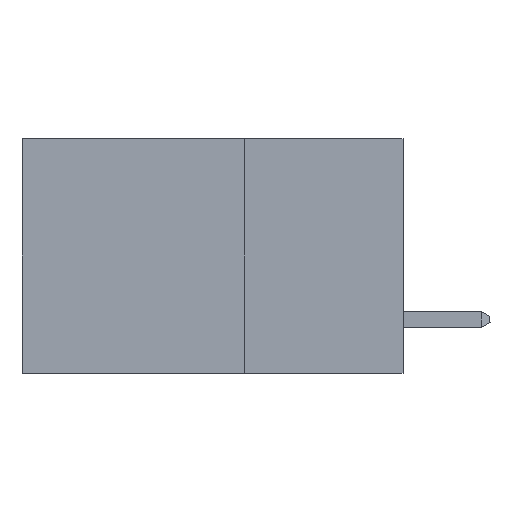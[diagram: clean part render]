
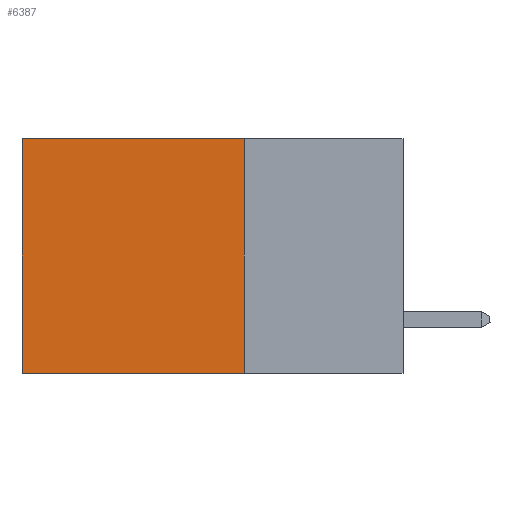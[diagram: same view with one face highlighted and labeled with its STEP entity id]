
A CAD part, left-side view. The second image highlights one B-rep face of the part: STEP entity #6387.
In plain terms, the highlighted planar face has unit normal (-1, 0, 0).
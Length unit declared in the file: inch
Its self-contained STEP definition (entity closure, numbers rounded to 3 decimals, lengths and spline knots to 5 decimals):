
#458 = EDGE_LOOP ( 'NONE', ( #12411, #3968, #4345, #1629 ) ) ;
#678 = EDGE_CURVE ( 'NONE', #2569, #3297, #2381, .T. ) ;
#826 = CARTESIAN_POINT ( 'NONE',  ( 0.2875, 0.25, 0. ) ) ;
#1016 = LINE ( 'NONE', #12339, #3693 ) ;
#1629 = ORIENTED_EDGE ( 'NONE', *, *, #5071, .T. ) ;
#2381 = LINE ( 'NONE', #6451, #9987 ) ;
#2569 = VERTEX_POINT ( 'NONE', #4557 ) ;
#2643 = EDGE_CURVE ( 'NONE', #4598, #3297, #10894, .T. ) ;
#3245 = VERTEX_POINT ( 'NONE', #11669 ) ;
#3297 = VERTEX_POINT ( 'NONE', #8437 ) ;
#3693 = VECTOR ( 'NONE', #4683, 39.37008 ) ;
#3968 = ORIENTED_EDGE ( 'NONE', *, *, #2643, .F. ) ;
#4345 = ORIENTED_EDGE ( 'NONE', *, *, #7840, .F. ) ;
#4557 = CARTESIAN_POINT ( 'NONE',  ( 0.2875, 0.6, 0. ) ) ;
#4598 = VERTEX_POINT ( 'NONE', #5806 ) ;
#4683 = DIRECTION ( 'NONE',  ( 0., 1., 0. ) ) ;
#5019 = VECTOR ( 'NONE', #5735, 39.37008 ) ;
#5071 = EDGE_CURVE ( 'NONE', #3245, #2569, #1016, .T. ) ;
#5543 = PLANE ( 'NONE',  #12127 ) ;
#5735 = DIRECTION ( 'NONE',  ( 0., 1., 0. ) ) ;
#5806 = CARTESIAN_POINT ( 'NONE',  ( 0.2875, 0.25, -0.37 ) ) ;
#6104 = CARTESIAN_POINT ( 'NONE',  ( 0.2875, 0.25, -0.37 ) ) ;
#6148 = DIRECTION ( 'NONE',  ( 0., 0., -1. ) ) ;
#6387 = ADVANCED_FACE ( 'NONE', ( #12456 ), #5543, .F. ) ;
#6451 = CARTESIAN_POINT ( 'NONE',  ( 0.2875, 0.6, 0. ) ) ;
#6753 = DIRECTION ( 'NONE',  ( 1., 0., 0. ) ) ;
#7513 = LINE ( 'NONE', #826, #12100 ) ;
#7840 = EDGE_CURVE ( 'NONE', #3245, #4598, #7513, .T. ) ;
#8437 = CARTESIAN_POINT ( 'NONE',  ( 0.2875, 0.6, -0.37 ) ) ;
#9987 = VECTOR ( 'NONE', #6148, 39.37008 ) ;
#10894 = LINE ( 'NONE', #6104, #5019 ) ;
#11669 = CARTESIAN_POINT ( 'NONE',  ( 0.2875, 0.25, 0. ) ) ;
#12100 = VECTOR ( 'NONE', #14038, 39.37008 ) ;
#12127 = AXIS2_PLACEMENT_3D ( 'NONE', #14061, #6753, #14111 ) ;
#12339 = CARTESIAN_POINT ( 'NONE',  ( 0.2875, 0.25, 0. ) ) ;
#12411 = ORIENTED_EDGE ( 'NONE', *, *, #678, .T. ) ;
#12456 = FACE_OUTER_BOUND ( 'NONE', #458, .T. ) ;
#14038 = DIRECTION ( 'NONE',  ( 0., 0., -1. ) ) ;
#14061 = CARTESIAN_POINT ( 'NONE',  ( 0.2875, 0.25, 0. ) ) ;
#14111 = DIRECTION ( 'NONE',  ( 0., 0., -1. ) ) ;
